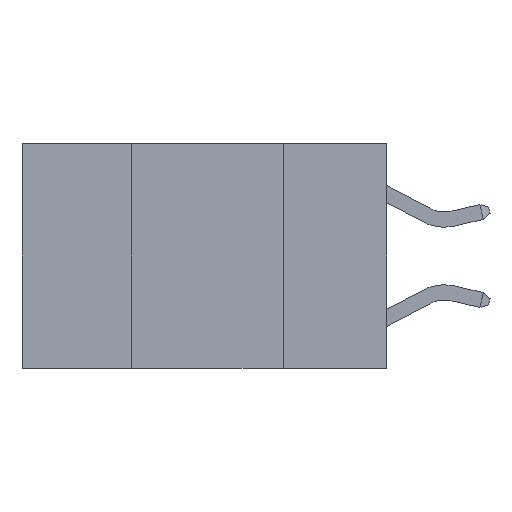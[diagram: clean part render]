
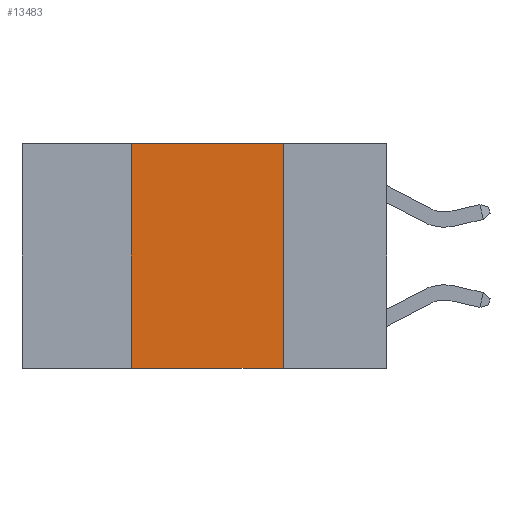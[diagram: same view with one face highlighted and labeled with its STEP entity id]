
A CAD part, left-side view. The second image highlights one B-rep face of the part: STEP entity #13483.
In plain terms, the highlighted planar face has unit normal (-1, 0, 0).
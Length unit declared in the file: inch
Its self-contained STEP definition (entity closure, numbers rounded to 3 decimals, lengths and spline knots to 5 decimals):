
#626 = DIRECTION ( 'NONE',  ( 1., 0., 0. ) ) ;
#785 = DIRECTION ( 'NONE',  ( 0., -1., 0. ) ) ;
#825 = PLANE ( 'NONE',  #15091 ) ;
#1253 = ORIENTED_EDGE ( 'NONE', *, *, #4568, .F. ) ;
#1441 = VECTOR ( 'NONE', #2400, 39.37008 ) ;
#1644 = CARTESIAN_POINT ( 'NONE',  ( 0., 0.42, 0. ) ) ;
#2362 = CARTESIAN_POINT ( 'NONE',  ( 0., 0.6, 0. ) ) ;
#2400 = DIRECTION ( 'NONE',  ( 0., -1., 0. ) ) ;
#2971 = VECTOR ( 'NONE', #19000, 39.37008 ) ;
#3728 = ORIENTED_EDGE ( 'NONE', *, *, #19429, .T. ) ;
#3803 = VERTEX_POINT ( 'NONE', #8157 ) ;
#4269 = LINE ( 'NONE', #10561, #1441 ) ;
#4568 = EDGE_CURVE ( 'NONE', #14438, #18081, #10218, .T. ) ;
#4759 = LINE ( 'NONE', #1644, #2971 ) ;
#6506 = CARTESIAN_POINT ( 'NONE',  ( 0., 0.42, 0. ) ) ;
#6612 = VECTOR ( 'NONE', #785, 39.37008 ) ;
#6967 = EDGE_LOOP ( 'NONE', ( #20160, #1253, #14786, #3728 ) ) ;
#8157 = CARTESIAN_POINT ( 'NONE',  ( 0., 0.42, -0.37 ) ) ;
#8427 = EDGE_CURVE ( 'NONE', #3803, #14438, #4759, .T. ) ;
#8583 = EDGE_CURVE ( 'NONE', #18081, #14300, #11461, .T. ) ;
#10218 = LINE ( 'NONE', #2362, #6612 ) ;
#10561 = CARTESIAN_POINT ( 'NONE',  ( 0., 0.6, -0.37 ) ) ;
#11461 = LINE ( 'NONE', #17834, #19036 ) ;
#13483 = ADVANCED_FACE ( 'NONE', ( #16498 ), #825, .F. ) ;
#14300 = VERTEX_POINT ( 'NONE', #15220 ) ;
#14438 = VERTEX_POINT ( 'NONE', #6506 ) ;
#14786 = ORIENTED_EDGE ( 'NONE', *, *, #8427, .F. ) ;
#15091 = AXIS2_PLACEMENT_3D ( 'NONE', #18075, #626, #17866 ) ;
#15220 = CARTESIAN_POINT ( 'NONE',  ( 0., 0.17, -0.37 ) ) ;
#16498 = FACE_OUTER_BOUND ( 'NONE', #6967, .T. ) ;
#17631 = DIRECTION ( 'NONE',  ( 0., 0., -1. ) ) ;
#17782 = CARTESIAN_POINT ( 'NONE',  ( 0., 0.17, 0. ) ) ;
#17834 = CARTESIAN_POINT ( 'NONE',  ( 0., 0.17, 0. ) ) ;
#17866 = DIRECTION ( 'NONE',  ( 0., 0., -1. ) ) ;
#18075 = CARTESIAN_POINT ( 'NONE',  ( 0., 0.6, 0. ) ) ;
#18081 = VERTEX_POINT ( 'NONE', #17782 ) ;
#19000 = DIRECTION ( 'NONE',  ( 0., 0., 1. ) ) ;
#19036 = VECTOR ( 'NONE', #17631, 39.37008 ) ;
#19429 = EDGE_CURVE ( 'NONE', #3803, #14300, #4269, .T. ) ;
#20160 = ORIENTED_EDGE ( 'NONE', *, *, #8583, .F. ) ;
